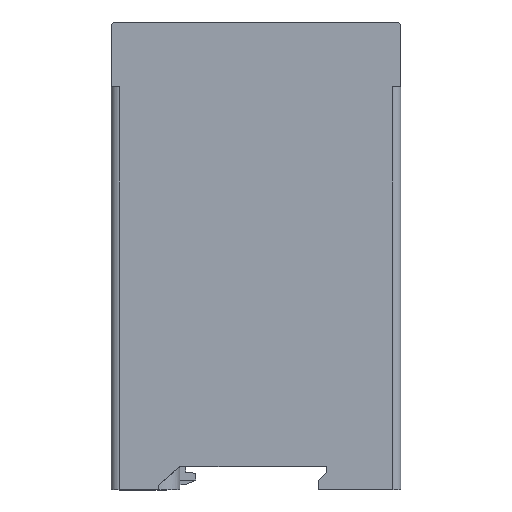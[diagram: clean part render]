
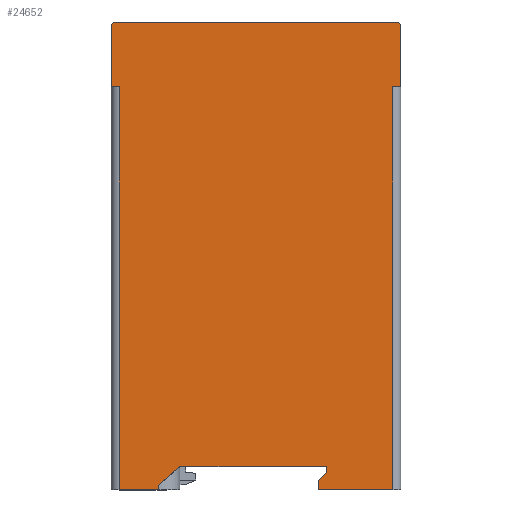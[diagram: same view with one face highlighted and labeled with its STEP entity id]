
A CAD part, top view. The second image highlights one B-rep face of the part: STEP entity #24652.
In plain terms, the highlighted planar face has unit normal (0, 0, 1).
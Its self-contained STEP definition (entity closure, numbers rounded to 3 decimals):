
#24546=AXIS2_PLACEMENT_3D('Plane Axis2P3D',#24543,#24544,#24545) ;
#23489=CARTESIAN_POINT('Vertex',(54.629,-0.535,95.643)) ;
#23492=CARTESIAN_POINT('Line Origine',(54.629,-7.985,95.643)) ;
#23496=CARTESIAN_POINT('Vertex',(54.629,-15.435,95.643)) ;
#23753=CARTESIAN_POINT('Vertex',(52.629,-111.135,95.643)) ;
#23760=CARTESIAN_POINT('Vertex',(52.629,-15.435,95.643)) ;
#23763=CARTESIAN_POINT('Line Origine',(52.629,-105.635,95.643)) ;
#23780=CARTESIAN_POINT('Line Origine',(43.829,-111.135,95.643)) ;
#23784=CARTESIAN_POINT('Vertex',(35.029,-111.135,95.643)) ;
#23966=CARTESIAN_POINT('Vertex',(36.929,-105.635,95.643)) ;
#23969=CARTESIAN_POINT('Line Origine',(19.504,-105.635,95.643)) ;
#23973=CARTESIAN_POINT('Vertex',(2.079,-105.635,95.643)) ;
#24543=CARTESIAN_POINT('Axis2P3D Location',(20.179,-105.635,95.643)) ;
#24548=CARTESIAN_POINT('Line Origine',(-12.271,-63.285,95.643)) ;
#24552=CARTESIAN_POINT('Vertex',(-12.271,-15.435,95.643)) ;
#24554=CARTESIAN_POINT('Vertex',(-12.271,-111.135,95.643)) ;
#24557=CARTESIAN_POINT('Line Origine',(-7.596,-111.135,95.643)) ;
#24561=CARTESIAN_POINT('Vertex',(-2.921,-111.135,95.643)) ;
#24564=CARTESIAN_POINT('Line Origine',(-2.921,-110.635,95.643)) ;
#24568=CARTESIAN_POINT('Vertex',(-2.921,-110.135,95.643)) ;
#24571=CARTESIAN_POINT('Line Origine',(-0.421,-107.885,95.643)) ;
#24576=CARTESIAN_POINT('Line Origine',(36.929,-106.385,95.643)) ;
#24580=CARTESIAN_POINT('Vertex',(36.929,-107.135,95.643)) ;
#24583=CARTESIAN_POINT('Line Origine',(35.979,-108.092,95.643)) ;
#24587=CARTESIAN_POINT('Vertex',(35.029,-109.048,95.643)) ;
#24590=CARTESIAN_POINT('Line Origine',(35.029,-110.092,95.643)) ;
#24595=CARTESIAN_POINT('Line Origine',(53.629,-15.435,95.643)) ;
#24600=CARTESIAN_POINT('Line Origine',(54.379,-0.285,95.643)) ;
#24604=CARTESIAN_POINT('Vertex',(54.129,-0.035,95.643)) ;
#24607=CARTESIAN_POINT('Line Origine',(20.179,-0.035,95.643)) ;
#24611=CARTESIAN_POINT('Vertex',(-13.771,-0.035,95.643)) ;
#24614=CARTESIAN_POINT('Line Origine',(-14.021,-0.285,95.643)) ;
#24618=CARTESIAN_POINT('Vertex',(-14.271,-0.535,95.643)) ;
#24621=CARTESIAN_POINT('Line Origine',(-14.271,-7.985,95.643)) ;
#24625=CARTESIAN_POINT('Vertex',(-14.271,-15.435,95.643)) ;
#24628=CARTESIAN_POINT('Line Origine',(-13.271,-15.435,95.643)) ;
#23493=DIRECTION('Vector Direction',(0.,1.,0.)) ;
#23764=DIRECTION('Vector Direction',(0.,1.,0.)) ;
#23781=DIRECTION('Vector Direction',(-1.,0.,0.)) ;
#23970=DIRECTION('Vector Direction',(1.,0.,0.)) ;
#24544=DIRECTION('Axis2P3D Direction',(0.,0.,-1.)) ;
#24545=DIRECTION('Axis2P3D XDirection',(-1.,0.,0.)) ;
#24549=DIRECTION('Vector Direction',(0.,-1.,0.)) ;
#24558=DIRECTION('Vector Direction',(-1.,0.,0.)) ;
#24565=DIRECTION('Vector Direction',(0.,1.,0.)) ;
#24572=DIRECTION('Vector Direction',(0.743,0.669,0.)) ;
#24577=DIRECTION('Vector Direction',(0.,-1.,0.)) ;
#24584=DIRECTION('Vector Direction',(-0.705,-0.71,0.)) ;
#24591=DIRECTION('Vector Direction',(0.,1.,0.)) ;
#24596=DIRECTION('Vector Direction',(1.,0.,0.)) ;
#24601=DIRECTION('Vector Direction',(-0.707,0.707,0.)) ;
#24608=DIRECTION('Vector Direction',(-1.,0.,0.)) ;
#24615=DIRECTION('Vector Direction',(-0.707,-0.707,0.)) ;
#24622=DIRECTION('Vector Direction',(0.,-1.,0.)) ;
#24629=DIRECTION('Vector Direction',(1.,0.,0.)) ;
#23494=VECTOR('Line Direction',#23493,1.) ;
#23765=VECTOR('Line Direction',#23764,1.) ;
#23782=VECTOR('Line Direction',#23781,1.) ;
#23971=VECTOR('Line Direction',#23970,1.) ;
#24550=VECTOR('Line Direction',#24549,1.) ;
#24559=VECTOR('Line Direction',#24558,1.) ;
#24566=VECTOR('Line Direction',#24565,1.) ;
#24573=VECTOR('Line Direction',#24572,1.) ;
#24578=VECTOR('Line Direction',#24577,1.) ;
#24585=VECTOR('Line Direction',#24584,1.) ;
#24592=VECTOR('Line Direction',#24591,1.) ;
#24597=VECTOR('Line Direction',#24596,1.) ;
#24602=VECTOR('Line Direction',#24601,1.) ;
#24609=VECTOR('Line Direction',#24608,1.) ;
#24616=VECTOR('Line Direction',#24615,1.) ;
#24623=VECTOR('Line Direction',#24622,1.) ;
#24630=VECTOR('Line Direction',#24629,1.) ;
#24634=ORIENTED_EDGE('',*,*,#24556,.T.) ;
#24635=ORIENTED_EDGE('',*,*,#24563,.F.) ;
#24636=ORIENTED_EDGE('',*,*,#24570,.T.) ;
#24637=ORIENTED_EDGE('',*,*,#24575,.T.) ;
#24638=ORIENTED_EDGE('',*,*,#23975,.T.) ;
#24639=ORIENTED_EDGE('',*,*,#24582,.T.) ;
#24640=ORIENTED_EDGE('',*,*,#24589,.T.) ;
#24641=ORIENTED_EDGE('',*,*,#24594,.F.) ;
#24642=ORIENTED_EDGE('',*,*,#23786,.F.) ;
#24643=ORIENTED_EDGE('',*,*,#23767,.T.) ;
#24644=ORIENTED_EDGE('',*,*,#24599,.T.) ;
#24645=ORIENTED_EDGE('',*,*,#23498,.T.) ;
#24646=ORIENTED_EDGE('',*,*,#24606,.T.) ;
#24647=ORIENTED_EDGE('',*,*,#24613,.T.) ;
#24648=ORIENTED_EDGE('',*,*,#24620,.T.) ;
#24649=ORIENTED_EDGE('',*,*,#24627,.T.) ;
#24650=ORIENTED_EDGE('',*,*,#24632,.T.) ;
#24652=ADVANCED_FACE('PartBody',(#24651),#24547,.F.) ;
#23498=EDGE_CURVE('',#23497,#23490,#23495,.T.) ;
#23767=EDGE_CURVE('',#23754,#23761,#23766,.T.) ;
#23786=EDGE_CURVE('',#23754,#23785,#23783,.T.) ;
#23975=EDGE_CURVE('',#23974,#23967,#23972,.T.) ;
#24556=EDGE_CURVE('',#24553,#24555,#24551,.T.) ;
#24563=EDGE_CURVE('',#24562,#24555,#24560,.T.) ;
#24570=EDGE_CURVE('',#24562,#24569,#24567,.T.) ;
#24575=EDGE_CURVE('',#24569,#23974,#24574,.T.) ;
#24582=EDGE_CURVE('',#23967,#24581,#24579,.T.) ;
#24589=EDGE_CURVE('',#24581,#24588,#24586,.T.) ;
#24594=EDGE_CURVE('',#23785,#24588,#24593,.T.) ;
#24599=EDGE_CURVE('',#23761,#23497,#24598,.T.) ;
#24606=EDGE_CURVE('',#23490,#24605,#24603,.T.) ;
#24613=EDGE_CURVE('',#24605,#24612,#24610,.T.) ;
#24620=EDGE_CURVE('',#24612,#24619,#24617,.T.) ;
#24627=EDGE_CURVE('',#24619,#24626,#24624,.T.) ;
#24632=EDGE_CURVE('',#24626,#24553,#24631,.T.) ;
#24633=EDGE_LOOP('',(#24634,#24635,#24636,#24637,#24638,#24639,#24640,#24641,#24642,#24643,#24644,#24645,#24646,#24647,#24648,#24649,#24650)) ;
#24651=FACE_OUTER_BOUND('',#24633,.T.) ;
#23495=LINE('Line',#23492,#23494) ;
#23766=LINE('Line',#23763,#23765) ;
#23783=LINE('Line',#23780,#23782) ;
#23972=LINE('Line',#23969,#23971) ;
#24551=LINE('Line',#24548,#24550) ;
#24560=LINE('Line',#24557,#24559) ;
#24567=LINE('Line',#24564,#24566) ;
#24574=LINE('Line',#24571,#24573) ;
#24579=LINE('Line',#24576,#24578) ;
#24586=LINE('Line',#24583,#24585) ;
#24593=LINE('Line',#24590,#24592) ;
#24598=LINE('Line',#24595,#24597) ;
#24603=LINE('Line',#24600,#24602) ;
#24610=LINE('Line',#24607,#24609) ;
#24617=LINE('Line',#24614,#24616) ;
#24624=LINE('Line',#24621,#24623) ;
#24631=LINE('Line',#24628,#24630) ;
#24547=PLANE('',#24546) ;
#23490=VERTEX_POINT('',#23489) ;
#23497=VERTEX_POINT('',#23496) ;
#23754=VERTEX_POINT('',#23753) ;
#23761=VERTEX_POINT('',#23760) ;
#23785=VERTEX_POINT('',#23784) ;
#23967=VERTEX_POINT('',#23966) ;
#23974=VERTEX_POINT('',#23973) ;
#24553=VERTEX_POINT('',#24552) ;
#24555=VERTEX_POINT('',#24554) ;
#24562=VERTEX_POINT('',#24561) ;
#24569=VERTEX_POINT('',#24568) ;
#24581=VERTEX_POINT('',#24580) ;
#24588=VERTEX_POINT('',#24587) ;
#24605=VERTEX_POINT('',#24604) ;
#24612=VERTEX_POINT('',#24611) ;
#24619=VERTEX_POINT('',#24618) ;
#24626=VERTEX_POINT('',#24625) ;
